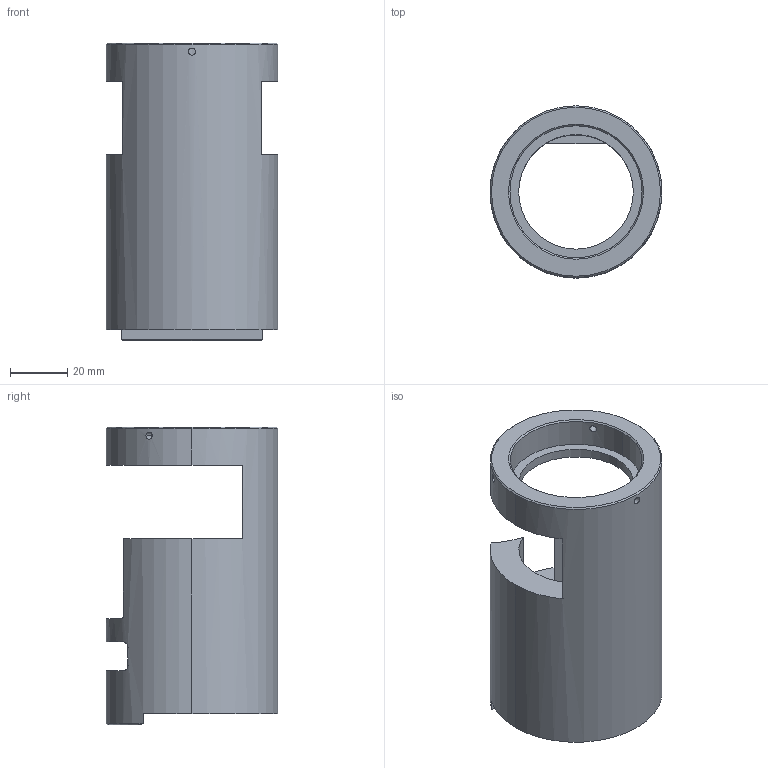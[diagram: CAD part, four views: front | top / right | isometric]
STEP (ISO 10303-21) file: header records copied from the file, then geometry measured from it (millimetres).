
FILE_DESCRIPTION (( 'STEP AP203' ), '1' );
FILE_NAME ('PART 50_Infinity space tube, NIKON 16 X, UCLA (SPECIAL).STEP', '2017-06-19T14:32:02', ( 'Private' ), ( 'Private' ), 'SwSTEP 2.0', 'SolidWorks 2004231', '' );
FILE_SCHEMA (( 'CONFIG_CONTROL_DESIGN' ));
Length unit declared in the file: millimetre
Products named in the file (1): PART 50_Infinity space tube, NIKON 16 X, UCLA (SPECIAL)
Bounding box: 60 x 60 x 104 mm (x, y, z)
Volume: 111718.4 mm3; surface area: 31707.3 mm2
Topology: 1 solids, 1 shells, 45 faces, 126 edges, 80 vertices
Faces by surface type: cylinder 21, plane 17, cone 5, torus 2
Entity records: 1888 total; most frequent: CARTESIAN_POINT 640, ORIENTED_EDGE 252, DIRECTION 239, EDGE_CURVE 126, AXIS2_PLACEMENT_3D 93, VERTEX_POINT 80, EDGE_LOOP 54, VECTOR 53
